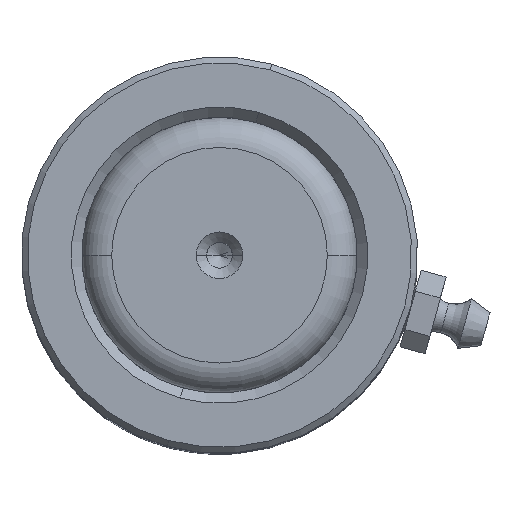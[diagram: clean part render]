
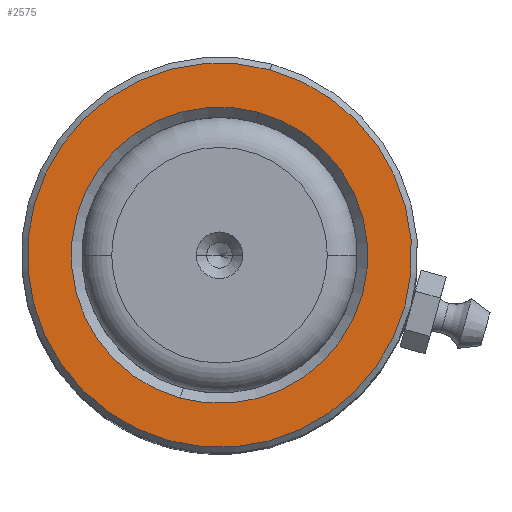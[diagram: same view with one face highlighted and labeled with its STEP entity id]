
A CAD part, top view. The second image highlights one B-rep face of the part: STEP entity #2575.
In plain terms, the highlighted planar face has unit normal (0, 0, 1).
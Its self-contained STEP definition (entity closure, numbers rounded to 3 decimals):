
#79 = AXIS2_PLACEMENT_3D ( 'NONE', #1899, #6750, #7455 ) ;
#323 = ORIENTED_EDGE ( 'NONE', *, *, #7496, .T. ) ;
#615 = EDGE_LOOP ( 'NONE', ( #8333, #6536 ) ) ;
#919 = AXIS2_PLACEMENT_3D ( 'NONE', #5374, #8745, #8114 ) ;
#1079 = VERTEX_POINT ( 'NONE', #4511 ) ;
#1272 = CARTESIAN_POINT ( 'NONE',  ( 0., 0., 80. ) ) ;
#1648 = CARTESIAN_POINT ( 'NONE',  ( -17.2, 0., 80. ) ) ;
#1729 = EDGE_CURVE ( 'NONE', #1079, #7612, #3931, .T. ) ;
#1899 = CARTESIAN_POINT ( 'NONE',  ( 0., 0., 80. ) ) ;
#1939 = DIRECTION ( 'NONE',  ( 1., 0., 0. ) ) ;
#2175 = CARTESIAN_POINT ( 'NONE',  ( 22.3, 0., 80. ) ) ;
#2227 = DIRECTION ( 'NONE',  ( 1., 0., 0. ) ) ;
#2244 = EDGE_LOOP ( 'NONE', ( #5051, #323 ) ) ;
#2283 = FACE_OUTER_BOUND ( 'NONE', #2244, .T. ) ;
#2312 = AXIS2_PLACEMENT_3D ( 'NONE', #2814, #3482, #7664 ) ;
#2575 = ADVANCED_FACE ( 'NONE', ( #2283, #5011 ), #4667, .T. ) ;
#2814 = CARTESIAN_POINT ( 'NONE',  ( 0., 0., 80. ) ) ;
#3482 = DIRECTION ( 'NONE',  ( 0., 0., -1. ) ) ;
#3530 = DIRECTION ( 'NONE',  ( 0., 0., -1. ) ) ;
#3531 = CARTESIAN_POINT ( 'NONE',  ( 17.2, 0., 80. ) ) ;
#3931 = CIRCLE ( 'NONE', #919, 22.3 ) ;
#4511 = CARTESIAN_POINT ( 'NONE',  ( -22.3, 0., 80. ) ) ;
#4667 = PLANE ( 'NONE',  #79 ) ;
#4978 = CARTESIAN_POINT ( 'NONE',  ( 0., 0., 80. ) ) ;
#5011 = FACE_BOUND ( 'NONE', #615, .T. ) ;
#5051 = ORIENTED_EDGE ( 'NONE', *, *, #1729, .T. ) ;
#5374 = CARTESIAN_POINT ( 'NONE',  ( 0., 0., 80. ) ) ;
#5395 = DIRECTION ( 'NONE',  ( 0., 0., 1. ) ) ;
#5426 = CIRCLE ( 'NONE', #2312, 17.2 ) ;
#6305 = CIRCLE ( 'NONE', #8050, 22.3 ) ;
#6536 = ORIENTED_EDGE ( 'NONE', *, *, #6708, .T. ) ;
#6708 = EDGE_CURVE ( 'NONE', #7764, #8186, #7146, .T. ) ;
#6750 = DIRECTION ( 'NONE',  ( 0., 0., 1. ) ) ;
#7141 = AXIS2_PLACEMENT_3D ( 'NONE', #4978, #3530, #2227 ) ;
#7146 = CIRCLE ( 'NONE', #7141, 17.2 ) ;
#7455 = DIRECTION ( 'NONE',  ( 1., 0., 0. ) ) ;
#7496 = EDGE_CURVE ( 'NONE', #7612, #1079, #6305, .T. ) ;
#7612 = VERTEX_POINT ( 'NONE', #2175 ) ;
#7664 = DIRECTION ( 'NONE',  ( 1., 0., 0. ) ) ;
#7683 = EDGE_CURVE ( 'NONE', #8186, #7764, #5426, .T. ) ;
#7764 = VERTEX_POINT ( 'NONE', #1648 ) ;
#8050 = AXIS2_PLACEMENT_3D ( 'NONE', #1272, #5395, #1939 ) ;
#8114 = DIRECTION ( 'NONE',  ( 1., 0., 0. ) ) ;
#8186 = VERTEX_POINT ( 'NONE', #3531 ) ;
#8333 = ORIENTED_EDGE ( 'NONE', *, *, #7683, .T. ) ;
#8745 = DIRECTION ( 'NONE',  ( 0., 0., 1. ) ) ;
